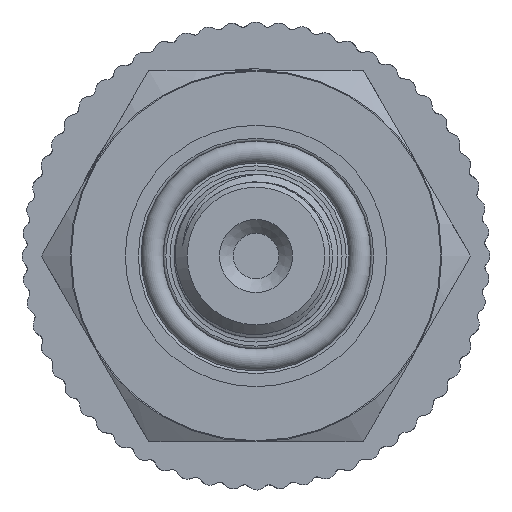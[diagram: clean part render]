
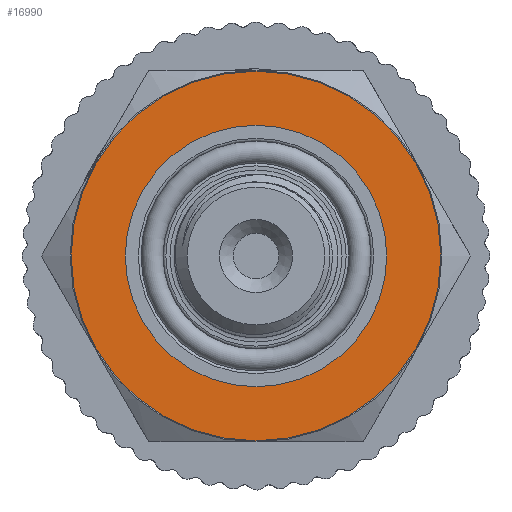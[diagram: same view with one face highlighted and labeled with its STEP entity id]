
A CAD part, left-side view. The second image highlights one B-rep face of the part: STEP entity #16990.
In plain terms, the highlighted planar face has unit normal (-1, 0, 0).
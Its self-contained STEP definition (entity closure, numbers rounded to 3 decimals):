
#167=PLANE('',#17884);
#891=FACE_BOUND('',#2293,.T.);
#1318=FACE_OUTER_BOUND('',#2292,.T.);
#2292=EDGE_LOOP('',(#13065));
#2293=EDGE_LOOP('',(#13066));
#3038=CIRCLE('',#17885,13.425);
#3039=CIRCLE('',#17886,9.5);
#7408=VERTEX_POINT('',#39702);
#7409=VERTEX_POINT('',#39704);
#9502=EDGE_CURVE('',#7408,#7408,#3038,.T.);
#9503=EDGE_CURVE('',#7409,#7409,#3039,.T.);
#13065=ORIENTED_EDGE('',*,*,#9502,.F.);
#13066=ORIENTED_EDGE('',*,*,#9503,.T.);
#16990=ADVANCED_FACE('',(#1318,#891),#167,.F.);
#17884=AXIS2_PLACEMENT_3D('',#39701,#19338,#19339);
#17885=AXIS2_PLACEMENT_3D('',#39703,#19340,#19341);
#17886=AXIS2_PLACEMENT_3D('',#39705,#19342,#19343);
#19338=DIRECTION('center_axis',(1.,0.,0.));
#19339=DIRECTION('ref_axis',(0.,0.,-1.));
#19340=DIRECTION('center_axis',(1.,0.,0.));
#19341=DIRECTION('ref_axis',(0.,1.,0.));
#19342=DIRECTION('center_axis',(1.,0.,0.));
#19343=DIRECTION('ref_axis',(0.,0.,-1.));
#39701=CARTESIAN_POINT('Origin',(-48.,9.5,0.));
#39702=CARTESIAN_POINT('',(-48.,-13.425,0.));
#39703=CARTESIAN_POINT('Origin',(-48.,0.,0.));
#39704=CARTESIAN_POINT('',(-48.,-9.5,0.));
#39705=CARTESIAN_POINT('Origin',(-48.,0.,0.));
